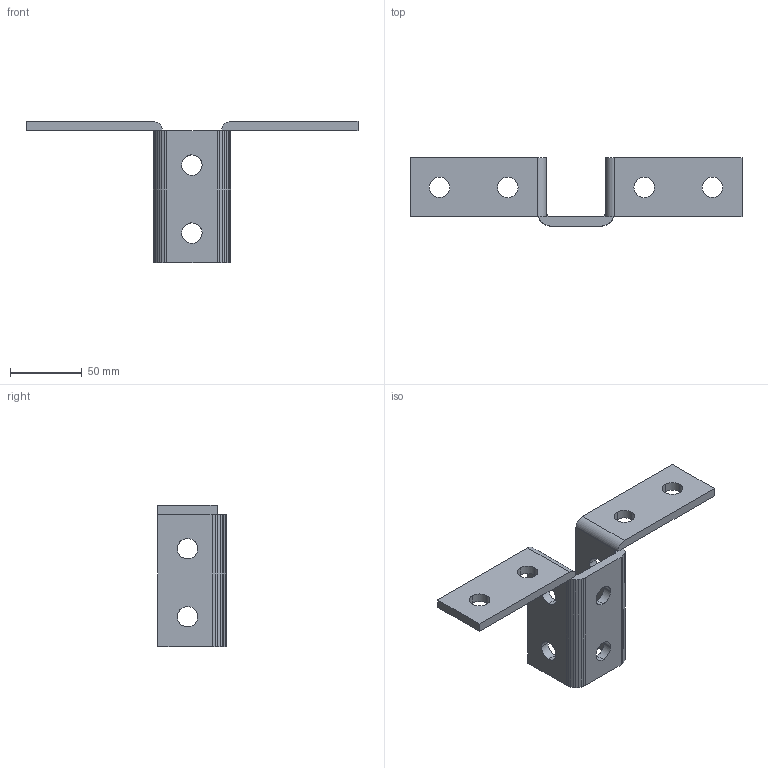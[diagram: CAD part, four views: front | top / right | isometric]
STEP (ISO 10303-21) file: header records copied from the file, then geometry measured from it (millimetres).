
FILE_DESCRIPTION(('TurboCAD Mac Pro'),'Build 980');
FILE_NAME('P2347.stp',' ',(''),(''),'ACIS Interop','IMSI','TurboCAD Mac Pro BY IMSI, INCORPORATED');
FILE_SCHEMA(('automotive_design'));
Length unit declared in the file: inch
Products named in the file (1): 1
Bounding box: 231.69 x 47.61 x 98.42 mm (x, y, z)
Volume: 115539.4 mm3; surface area: 44478.2 mm2
Topology: 1 solids, 1 shells, 92 faces, 266 edges, 176 vertices
Faces by surface type: plane 50, bspline 40, cylinder 2
Entity records: 4386 total; most frequent: CARTESIAN_POINT 1439, ORIENTED_EDGE 532, DIRECTION 296, EDGE_CURVE 266, LINE 182, VECTOR 182, VERTEX_POINT 176, EDGE_LOOP 112
